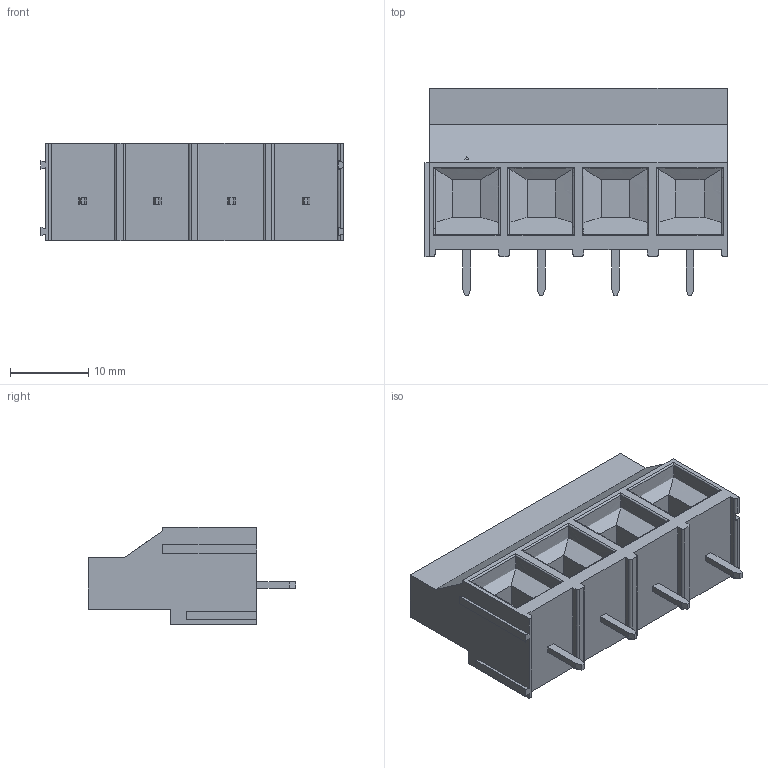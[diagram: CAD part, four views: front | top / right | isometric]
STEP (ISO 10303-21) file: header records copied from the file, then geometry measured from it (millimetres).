
FILE_DESCRIPTION (( 'STEP AP214' ), '1' );
FILE_NAME ('DG950-9.5-04P-14-00AH.STEP', '2021-01-17T02:24:21', ( '' ), ( '' ), 'SwSTEP 2.0', 'SolidWorks 2020', '' );
FILE_SCHEMA (( 'AUTOMOTIVE_DESIGN' ));
Length unit declared in the file: millimetre
Products named in the file (1): DG950-9.5-04P-14-00AH
Bounding box: 38.6 x 26.5 x 12.5 mm (x, y, z)
Volume: 6232 mm3; surface area: 4851.5 mm2
Topology: 1 solids, 1 shells, 552 faces, 1467 edges, 966 vertices
Faces by surface type: plane 307, bspline 173, cylinder 44, torus 28
Entity records: 29606 total; most frequent: CARTESIAN_POINT 12927, ORIENTED_EDGE 2934, DIRECTION 1965, EDGE_CURVE 1467, VERTEX_POINT 966, LINE 933, VECTOR 933, EDGE_LOOP 601
